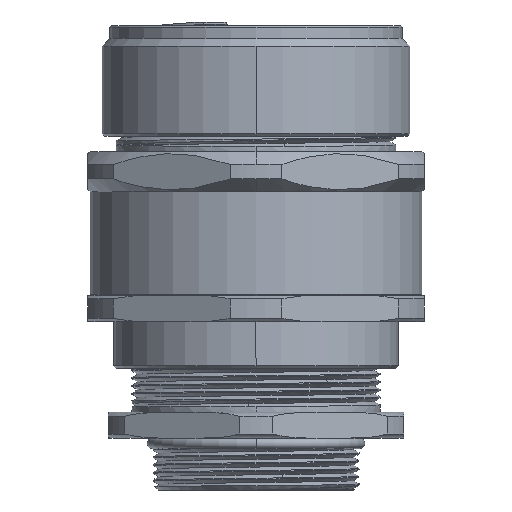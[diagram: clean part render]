
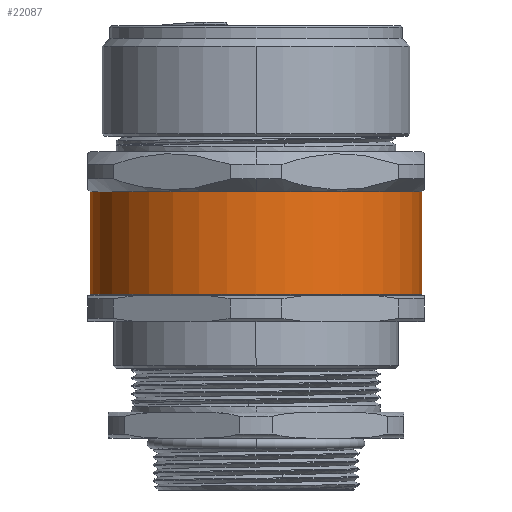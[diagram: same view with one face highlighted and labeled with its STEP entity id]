
A CAD part, left-side view. The second image highlights one B-rep face of the part: STEP entity #22087.
In plain terms, the highlighted cylindrical face has radius 32 mm (diameter 64 mm), a partial arc.
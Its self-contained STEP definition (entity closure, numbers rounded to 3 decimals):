
#417=CARTESIAN_POINT('',(0.,0.,17.3));
#418=DIRECTION('',(0.,0.,-1.));
#419=DIRECTION('',(0.,-1.,0.));
#420=AXIS2_PLACEMENT_3D('',#417,#418,#419);
#422=CARTESIAN_POINT('',(0.,0.,37.));
#423=DIRECTION('',(0.,0.,-1.));
#424=DIRECTION('',(-1.,0.,0.));
#425=AXIS2_PLACEMENT_3D('',#422,#423,#424);
#427=CARTESIAN_POINT('',(0.,0.,37.));
#428=DIRECTION('',(0.,0.,-1.));
#429=DIRECTION('',(0.,-1.,0.));
#430=AXIS2_PLACEMENT_3D('',#427,#428,#429);
#432=DIRECTION('',(0.,0.,-1.));
#433=VECTOR('',#432,19.7);
#434=CARTESIAN_POINT('',(0.,-32.,37.));
#435=LINE('',#434,#433);
#451=DIRECTION('',(0.,0.,-1.));
#452=VECTOR('',#451,19.7);
#453=CARTESIAN_POINT('',(0.,32.,37.));
#454=LINE('',#453,#452);
#21457=CARTESIAN_POINT('',(0.,-32.,37.));
#21459=VERTEX_POINT('',#21457);
#21460=CARTESIAN_POINT('',(-32.,0.,37.));
#21461=VERTEX_POINT('',#21460);
#21462=CARTESIAN_POINT('',(0.,32.,37.));
#21463=VERTEX_POINT('',#21462);
#21532=CARTESIAN_POINT('',(0.,-32.,17.3));
#21533=CARTESIAN_POINT('',(0.,32.,17.3));
#21534=VERTEX_POINT('',#21532);
#21535=VERTEX_POINT('',#21533);
#22071=CARTESIAN_POINT('',(0.,0.,37.));
#22072=DIRECTION('',(0.,0.,-1.));
#22073=DIRECTION('',(0.,1.,0.));
#22074=AXIS2_PLACEMENT_3D('',#22071,#22072,#22073);
#22075=CYLINDRICAL_SURFACE('',#22074,32.);
#22076=ORIENTED_EDGE('',*,*,#22065,.T.);
#22078=ORIENTED_EDGE('',*,*,#22077,.F.);
#22080=ORIENTED_EDGE('',*,*,#22079,.F.);
#22082=ORIENTED_EDGE('',*,*,#22081,.F.);
#22084=ORIENTED_EDGE('',*,*,#22083,.T.);
#22085=EDGE_LOOP('',(#22076,#22078,#22080,#22082,#22084));
#22086=FACE_OUTER_BOUND('',#22085,.F.);
#421=CIRCLE('',#420,32.);
#426=CIRCLE('',#425,32.);
#431=CIRCLE('',#430,32.);
#22065=EDGE_CURVE('',#21534,#21535,#421,.T.);
#22077=EDGE_CURVE('',#21463,#21535,#454,.T.);
#22079=EDGE_CURVE('',#21461,#21463,#426,.T.);
#22081=EDGE_CURVE('',#21459,#21461,#431,.T.);
#22083=EDGE_CURVE('',#21459,#21534,#435,.T.);
#22087=ADVANCED_FACE('',(#22086),#22075,.T.);
